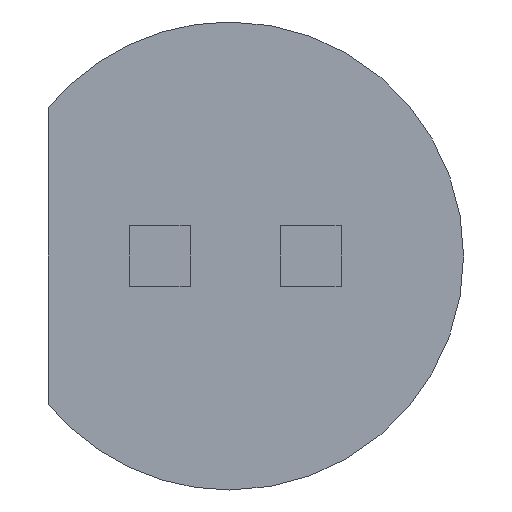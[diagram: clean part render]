
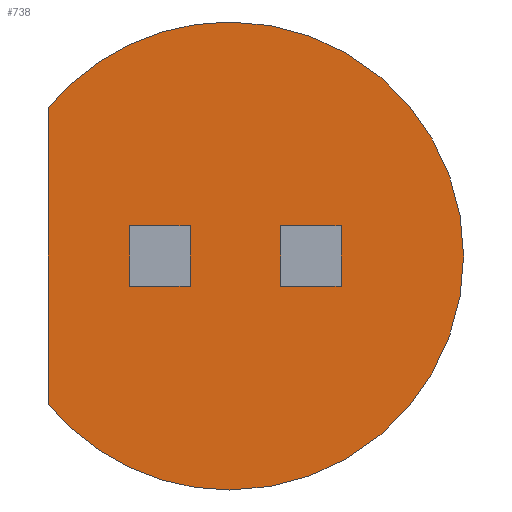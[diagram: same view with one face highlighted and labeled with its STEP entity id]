
A CAD part, front view. The second image highlights one B-rep face of the part: STEP entity #738.
In plain terms, the highlighted planar face has unit normal (0, -1, 0).
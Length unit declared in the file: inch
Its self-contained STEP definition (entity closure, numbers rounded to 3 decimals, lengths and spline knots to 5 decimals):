
#1 = CARTESIAN_POINT ( 'NONE',  ( 0.01691, 0., -0.01 ) ) ;
#3 = VERTEX_POINT ( 'NONE', #220 ) ;
#12 = CARTESIAN_POINT ( 'NONE',  ( 0.01691, 0., 0.01 ) ) ;
#26 = VERTEX_POINT ( 'NONE', #659 ) ;
#28 = VERTEX_POINT ( 'NONE', #173 ) ;
#34 = LINE ( 'NONE', #708, #518 ) ;
#40 = VECTOR ( 'NONE', #407, 39.37008 ) ;
#48 = ORIENTED_EDGE ( 'NONE', *, *, #782, .F. ) ;
#50 = ORIENTED_EDGE ( 'NONE', *, *, #476, .F. ) ;
#58 = LINE ( 'NONE', #739, #40 ) ;
#60 = EDGE_LOOP ( 'NONE', ( #236, #172, #391, #344 ) ) ;
#84 = CARTESIAN_POINT ( 'NONE',  ( 0.03691, 0., 0.01 ) ) ;
#85 = LINE ( 'NONE', #428, #721 ) ;
#90 = LINE ( 'NONE', #205, #242 ) ;
#93 = DIRECTION ( 'NONE',  ( 0., 1., 0. ) ) ;
#97 = DIRECTION ( 'NONE',  ( 0., 1., 0. ) ) ;
#108 = VECTOR ( 'NONE', #112, 39.37008 ) ;
#112 = DIRECTION ( 'NONE',  ( 0., 0., -1. ) ) ;
#118 = DIRECTION ( 'NONE',  ( -1., 0., 0. ) ) ;
#121 = CARTESIAN_POINT ( 'NONE',  ( -0.01309, 0., -0.01 ) ) ;
#131 = ORIENTED_EDGE ( 'NONE', *, *, #540, .F. ) ;
#134 = FACE_BOUND ( 'NONE', #464, .T. ) ;
#135 = PLANE ( 'NONE',  #338 ) ;
#156 = FACE_OUTER_BOUND ( 'NONE', #60, .T. ) ;
#160 = CARTESIAN_POINT ( 'NONE',  ( -0.03309, 0., 0.01 ) ) ;
#163 = EDGE_CURVE ( 'NONE', #28, #501, #85, .T. ) ;
#166 = VERTEX_POINT ( 'NONE', #751 ) ;
#171 = VERTEX_POINT ( 'NONE', #12 ) ;
#172 = ORIENTED_EDGE ( 'NONE', *, *, #658, .F. ) ;
#173 = CARTESIAN_POINT ( 'NONE',  ( -0.03309, 0., -0.01 ) ) ;
#175 = CARTESIAN_POINT ( 'NONE',  ( -0.03309, 0., 0.01 ) ) ;
#204 = VECTOR ( 'NONE', #427, 39.37008 ) ;
#205 = CARTESIAN_POINT ( 'NONE',  ( 0.01691, 0., 0.01 ) ) ;
#206 = DIRECTION ( 'NONE',  ( -1., 0., 0. ) ) ;
#220 = CARTESIAN_POINT ( 'NONE',  ( -0.06, 0., -0.04905 ) ) ;
#226 = EDGE_CURVE ( 'NONE', #298, #171, #618, .T. ) ;
#230 = VECTOR ( 'NONE', #386, 39.37008 ) ;
#236 = ORIENTED_EDGE ( 'NONE', *, *, #358, .F. ) ;
#242 = VECTOR ( 'NONE', #572, 39.37008 ) ;
#258 = CARTESIAN_POINT ( 'NONE',  ( 0.01691, 0., 0.01 ) ) ;
#267 = CARTESIAN_POINT ( 'NONE',  ( -0.01309, 0., 0.01 ) ) ;
#283 = VERTEX_POINT ( 'NONE', #577 ) ;
#298 = VERTEX_POINT ( 'NONE', #84 ) ;
#312 = ORIENTED_EDGE ( 'NONE', *, *, #630, .F. ) ;
#319 = VECTOR ( 'NONE', #118, 39.37008 ) ;
#326 = CIRCLE ( 'NONE', #643, 0.0775 ) ;
#338 = AXIS2_PLACEMENT_3D ( 'NONE', #702, #802, #493 ) ;
#344 = ORIENTED_EDGE ( 'NONE', *, *, #666, .F. ) ;
#347 = EDGE_CURVE ( 'NONE', #501, #600, #34, .T. ) ;
#358 = EDGE_CURVE ( 'NONE', #519, #166, #667, .T. ) ;
#359 = LINE ( 'NONE', #369, #204 ) ;
#369 = CARTESIAN_POINT ( 'NONE',  ( 0.03691, 0., 0.01 ) ) ;
#376 = EDGE_CURVE ( 'NONE', #26, #3, #326, .T. ) ;
#386 = DIRECTION ( 'NONE',  ( 0., 0., 1. ) ) ;
#391 = ORIENTED_EDGE ( 'NONE', *, *, #376, .F. ) ;
#394 = CIRCLE ( 'NONE', #654, 0.0775 ) ;
#407 = DIRECTION ( 'NONE',  ( 1., 0., 0. ) ) ;
#420 = ORIENTED_EDGE ( 'NONE', *, *, #347, .F. ) ;
#427 = DIRECTION ( 'NONE',  ( 0., 0., 1. ) ) ;
#428 = CARTESIAN_POINT ( 'NONE',  ( -0.03309, 0., -0.01 ) ) ;
#433 = VERTEX_POINT ( 'NONE', #160 ) ;
#455 = CARTESIAN_POINT ( 'NONE',  ( -0.03309, 0., 0.01 ) ) ;
#460 = VECTOR ( 'NONE', #206, 39.37008 ) ;
#462 = EDGE_LOOP ( 'NONE', ( #420, #637, #131, #473 ) ) ;
#463 = CARTESIAN_POINT ( 'NONE',  ( 0., 0., 0. ) ) ;
#464 = EDGE_LOOP ( 'NONE', ( #48, #50, #312, #619 ) ) ;
#465 = CARTESIAN_POINT ( 'NONE',  ( 0., 0., 0. ) ) ;
#466 = FACE_BOUND ( 'NONE', #462, .T. ) ;
#473 = ORIENTED_EDGE ( 'NONE', *, *, #573, .F. ) ;
#476 = EDGE_CURVE ( 'NONE', #787, #283, #58, .T. ) ;
#493 = DIRECTION ( 'NONE',  ( 0., 0., 1. ) ) ;
#496 = CARTESIAN_POINT ( 'NONE',  ( -0.06, 0., 0.04905 ) ) ;
#501 = VERTEX_POINT ( 'NONE', #121 ) ;
#518 = VECTOR ( 'NONE', #649, 39.37008 ) ;
#519 = VERTEX_POINT ( 'NONE', #496 ) ;
#533 = DIRECTION ( 'NONE',  ( 0., 0., 1. ) ) ;
#534 = DIRECTION ( 'NONE',  ( 0., 0., 1. ) ) ;
#540 = EDGE_CURVE ( 'NONE', #433, #28, #598, .T. ) ;
#552 = AXIS2_PLACEMENT_3D ( 'NONE', #463, #93, #533 ) ;
#557 = LINE ( 'NONE', #759, #230 ) ;
#570 = DIRECTION ( 'NONE',  ( 0., 0., 1. ) ) ;
#572 = DIRECTION ( 'NONE',  ( 0., 0., -1. ) ) ;
#573 = EDGE_CURVE ( 'NONE', #600, #433, #664, .T. ) ;
#577 = CARTESIAN_POINT ( 'NONE',  ( 0.03691, 0., -0.01 ) ) ;
#598 = LINE ( 'NONE', #175, #108 ) ;
#600 = VERTEX_POINT ( 'NONE', #267 ) ;
#618 = LINE ( 'NONE', #258, #460 ) ;
#619 = ORIENTED_EDGE ( 'NONE', *, *, #226, .F. ) ;
#627 = DIRECTION ( 'NONE',  ( 1., 0., 0. ) ) ;
#630 = EDGE_CURVE ( 'NONE', #171, #787, #90, .T. ) ;
#633 = DIRECTION ( 'NONE',  ( 0., 1., 0. ) ) ;
#637 = ORIENTED_EDGE ( 'NONE', *, *, #163, .F. ) ;
#643 = AXIS2_PLACEMENT_3D ( 'NONE', #465, #97, #534 ) ;
#649 = DIRECTION ( 'NONE',  ( 0., 0., 1. ) ) ;
#654 = AXIS2_PLACEMENT_3D ( 'NONE', #754, #633, #570 ) ;
#658 = EDGE_CURVE ( 'NONE', #3, #519, #557, .T. ) ;
#659 = CARTESIAN_POINT ( 'NONE',  ( 0., 0., -0.0775 ) ) ;
#664 = LINE ( 'NONE', #455, #319 ) ;
#666 = EDGE_CURVE ( 'NONE', #166, #26, #394, .T. ) ;
#667 = CIRCLE ( 'NONE', #552, 0.0775 ) ;
#702 = CARTESIAN_POINT ( 'NONE',  ( 0., 0., 0. ) ) ;
#708 = CARTESIAN_POINT ( 'NONE',  ( -0.01309, 0., 0.01 ) ) ;
#721 = VECTOR ( 'NONE', #627, 39.37008 ) ;
#738 = ADVANCED_FACE ( 'NONE', ( #466, #156, #134 ), #135, .F. ) ;
#739 = CARTESIAN_POINT ( 'NONE',  ( 0.01691, 0., -0.01 ) ) ;
#751 = CARTESIAN_POINT ( 'NONE',  ( 0., 0., 0.0775 ) ) ;
#754 = CARTESIAN_POINT ( 'NONE',  ( 0., 0., 0. ) ) ;
#759 = CARTESIAN_POINT ( 'NONE',  ( -0.06, 0., -0.04905 ) ) ;
#782 = EDGE_CURVE ( 'NONE', #283, #298, #359, .T. ) ;
#787 = VERTEX_POINT ( 'NONE', #1 ) ;
#802 = DIRECTION ( 'NONE',  ( 0., 1., 0. ) ) ;
